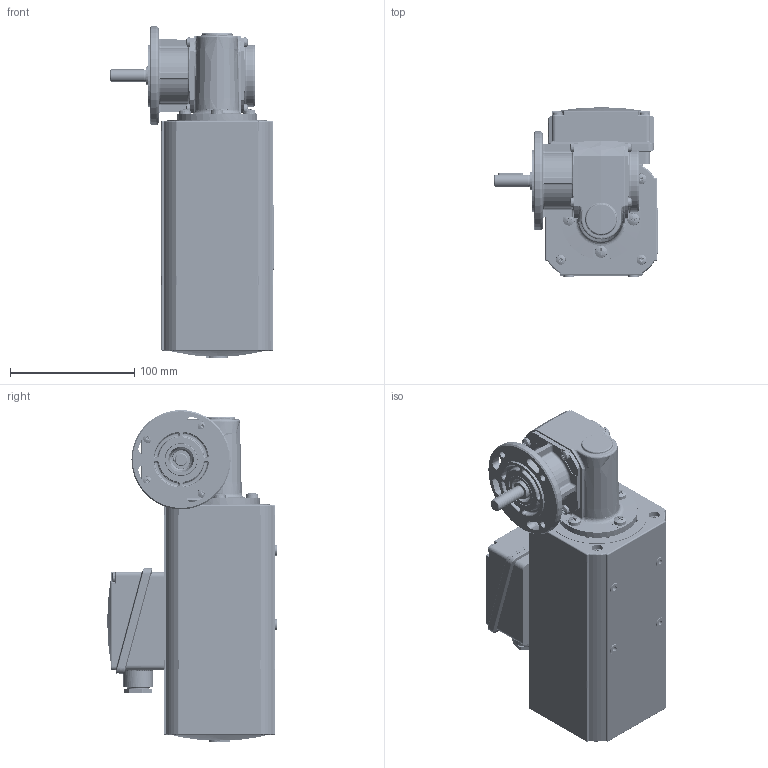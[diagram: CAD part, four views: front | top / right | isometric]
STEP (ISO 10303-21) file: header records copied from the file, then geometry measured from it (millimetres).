
FILE_DESCRIPTION (( 'STEP AP214' ), '1' );
FILE_NAME ('Motor IGKU80-60B mit Getr. VE31-K-L-32.STEP', '2017-12-07T09:42:32', ( 'gfeller' ), ( '' ), 'SwSTEP 2.0', 'SolidWorks 2017', '' );
FILE_SCHEMA (( 'AUTOMOTIVE_DESIGN' ));
Length unit declared in the file: millimetre
Products named in the file (1): Motor IGKU80-60B mit Getr. VE31-K-L-32
Bounding box: 131.5 x 136.43 x 267.5 mm (x, y, z)
Volume: 655938.4 mm3; surface area: 412914.6 mm2
Topology: 131 solids, 133 shells, 5492 faces, 12880 edges, 7504 vertices
Faces by surface type: cylinder 1895, plane 1798, cone 922, torus 459, bspline 222, sphere 196
Entity records: 228497 total; most frequent: CARTESIAN_POINT 42705, DIRECTION 27132, ORIENTED_EDGE 25120, EDGE_CURVE 12560, AXIS2_PLACEMENT_3D 10838, VERTEX_POINT 7496, EDGE_LOOP 5994, UNCERTAINTY_MEASURE_WITH_UNIT 5625
